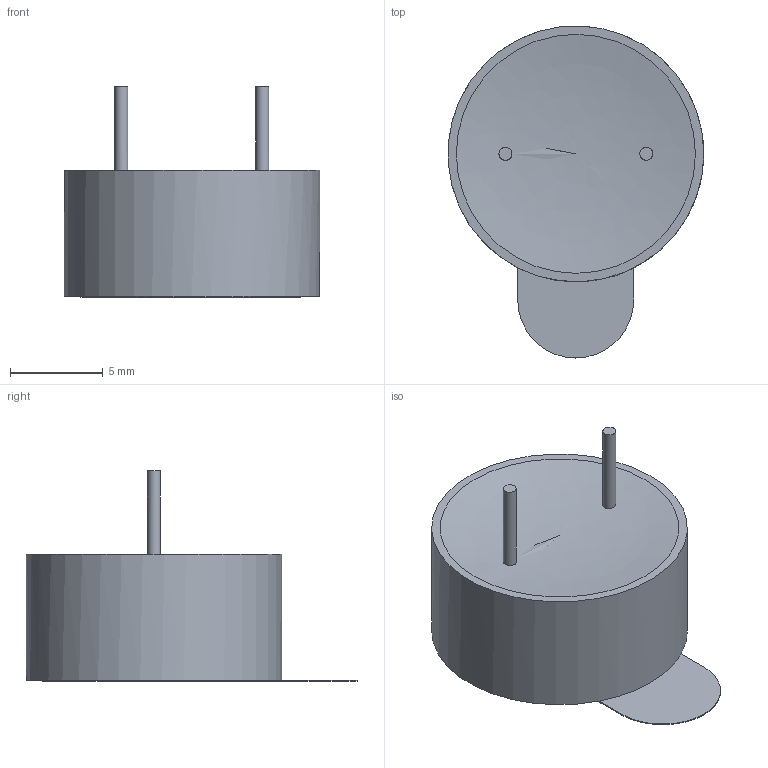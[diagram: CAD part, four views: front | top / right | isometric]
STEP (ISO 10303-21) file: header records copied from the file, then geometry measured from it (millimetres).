
FILE_DESCRIPTION(/* description */ (''),/* implementation_level */ '2;1');
FILE_NAME(/* name */ 'AT-1438-TWT-R.ipt.stp',/* time_stamp */ '2020-05-28T15:57:39-04:00',/* author */ ('J.D.'),/* organization */ (''),/* preprocessor_version */ 'ST-DEVELOPER v16.1',/* originating_system */ 'Autodesk Inventor 2016',/* authorisation */ '');
FILE_SCHEMA (('AUTOMOTIVE_DESIGN { 1 0 10303 214 3 1 1 }'));
Length unit declared in the file: millimetre
Products named in the file (1): AT-1438-TWT-R
Bounding box: 13.79 x 17.89 x 11.35 mm (x, y, z)
Volume: 706.4 mm3; surface area: 966.2 mm2
Topology: 1 solids, 2 shells, 29 faces, 64 edges, 42 vertices
Faces by surface type: cylinder 14, plane 14, bspline 1
Full cylindrical faces by diameter (mm): 0.7 x3, 2 x1, 11 x1, 13.8 x1
Entity records: 970 total; most frequent: CARTESIAN_POINT 268, DIRECTION 136, ORIENTED_EDGE 110, AXIS2_PLACEMENT_3D 57, EDGE_CURVE 55, VERTEX_POINT 40, EDGE_LOOP 39, STYLED_ITEM 30
